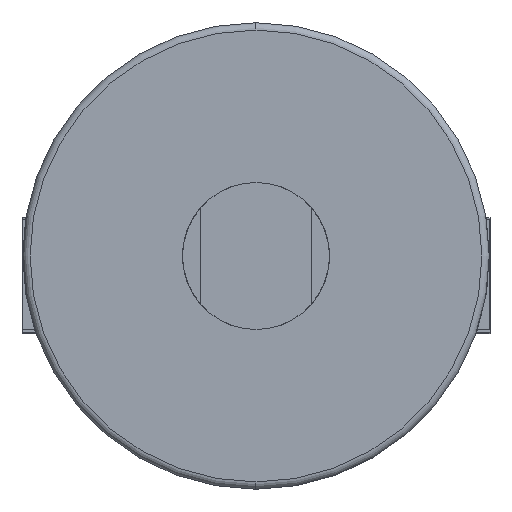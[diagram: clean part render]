
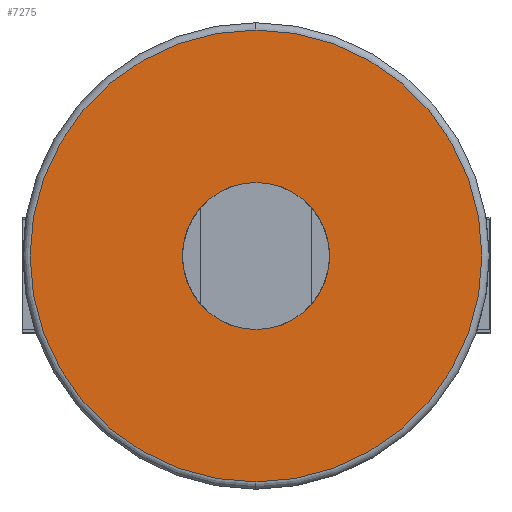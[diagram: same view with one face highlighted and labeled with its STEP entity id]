
A CAD part, left-side view. The second image highlights one B-rep face of the part: STEP entity #7275.
In plain terms, the highlighted planar face has unit normal (-1, 0, 0).
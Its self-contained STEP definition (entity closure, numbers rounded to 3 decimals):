
#444 = CIRCLE ( 'NONE', #14069, 10. ) ;
#1210 = AXIS2_PLACEMENT_3D ( 'NONE', #14424, #14063, #14052 ) ;
#1910 = AXIS2_PLACEMENT_3D ( 'NONE', #13427, #13384, #13332 ) ;
#3280 = DIRECTION ( 'NONE',  ( 0., 0., 1. ) ) ;
#3295 = DIRECTION ( 'NONE',  ( -1., 0., 0. ) ) ;
#3303 = CARTESIAN_POINT ( 'NONE',  ( -375., 0., 0. ) ) ;
#4846 = EDGE_CURVE ( 'NONE', #14130, #7292, #13567, .T. ) ;
#5596 = CARTESIAN_POINT ( 'NONE',  ( -375., 0., 0. ) ) ;
#6161 = AXIS2_PLACEMENT_3D ( 'NONE', #12862, #12825, #12619 ) ;
#6688 = VERTEX_POINT ( 'NONE', #12726 ) ;
#6806 = DIRECTION ( 'NONE',  ( 0., 0., 1. ) ) ;
#7040 = EDGE_LOOP ( 'NONE', ( #13183, #14666 ) ) ;
#7275 = ADVANCED_FACE ( 'NONE', ( #11783, #8597 ), #14094, .T. ) ;
#7292 = VERTEX_POINT ( 'NONE', #13960 ) ;
#8582 = CIRCLE ( 'NONE', #1910, 30.75 ) ;
#8597 = FACE_BOUND ( 'NONE', #7040, .T. ) ;
#9417 = EDGE_CURVE ( 'NONE', #7292, #14130, #8582, .T. ) ;
#9431 = EDGE_CURVE ( 'NONE', #12491, #6688, #11406, .T. ) ;
#9990 = AXIS2_PLACEMENT_3D ( 'NONE', #3303, #3295, #3280 ) ;
#10755 = CARTESIAN_POINT ( 'NONE',  ( -375., 0., 30.75 ) ) ;
#11156 = CARTESIAN_POINT ( 'NONE',  ( -375., 0., -10. ) ) ;
#11406 = CIRCLE ( 'NONE', #6161, 10. ) ;
#11765 = ORIENTED_EDGE ( 'NONE', *, *, #4846, .T. ) ;
#11776 = ORIENTED_EDGE ( 'NONE', *, *, #9417, .T. ) ;
#11783 = FACE_OUTER_BOUND ( 'NONE', #11867, .T. ) ;
#11867 = EDGE_LOOP ( 'NONE', ( #11765, #11776 ) ) ;
#12491 = VERTEX_POINT ( 'NONE', #11156 ) ;
#12619 = DIRECTION ( 'NONE',  ( 0., 0., 1. ) ) ;
#12726 = CARTESIAN_POINT ( 'NONE',  ( -375., 0., 10. ) ) ;
#12825 = DIRECTION ( 'NONE',  ( -1., 0., 0. ) ) ;
#12862 = CARTESIAN_POINT ( 'NONE',  ( -375., 0., 0. ) ) ;
#13129 = EDGE_CURVE ( 'NONE', #6688, #12491, #444, .T. ) ;
#13183 = ORIENTED_EDGE ( 'NONE', *, *, #9431, .F. ) ;
#13332 = DIRECTION ( 'NONE',  ( 0., 0., 1. ) ) ;
#13384 = DIRECTION ( 'NONE',  ( -1., 0., 0. ) ) ;
#13427 = CARTESIAN_POINT ( 'NONE',  ( -375., 0., 0. ) ) ;
#13567 = CIRCLE ( 'NONE', #9990, 30.75 ) ;
#13805 = DIRECTION ( 'NONE',  ( -1., 0., 0. ) ) ;
#13960 = CARTESIAN_POINT ( 'NONE',  ( -375., 0., -30.75 ) ) ;
#14052 = DIRECTION ( 'NONE',  ( 0., 0., 1. ) ) ;
#14063 = DIRECTION ( 'NONE',  ( -1., 0., 0. ) ) ;
#14069 = AXIS2_PLACEMENT_3D ( 'NONE', #5596, #13805, #6806 ) ;
#14094 = PLANE ( 'NONE',  #1210 ) ;
#14130 = VERTEX_POINT ( 'NONE', #10755 ) ;
#14424 = CARTESIAN_POINT ( 'NONE',  ( -375., 31.75, 0. ) ) ;
#14666 = ORIENTED_EDGE ( 'NONE', *, *, #13129, .F. ) ;
